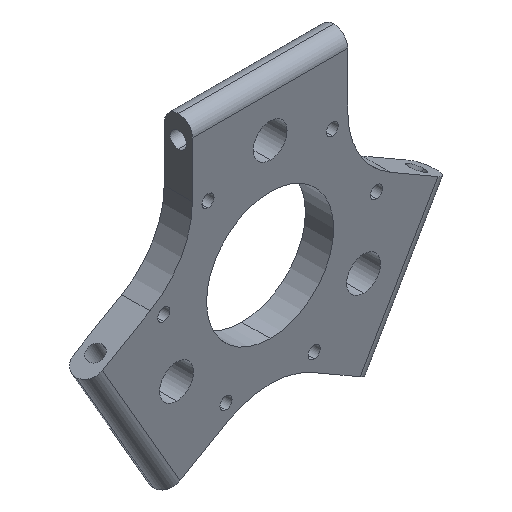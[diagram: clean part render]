
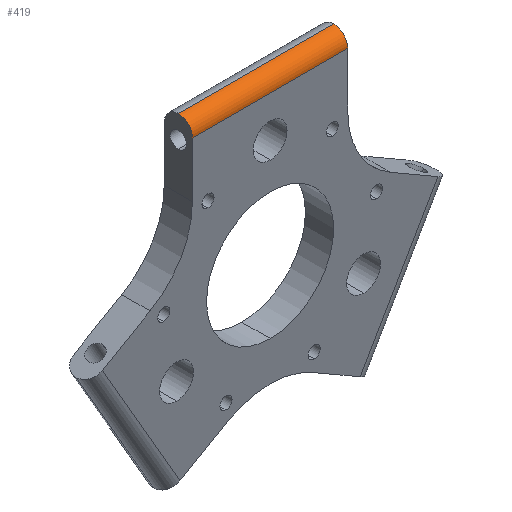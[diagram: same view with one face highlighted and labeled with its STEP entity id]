
A CAD part, isometric view. The second image highlights one B-rep face of the part: STEP entity #419.
In plain terms, the highlighted cylindrical face has radius 5 mm (diameter 10 mm), a partial arc.
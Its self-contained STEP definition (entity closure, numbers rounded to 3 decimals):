
#20 = FACE_OUTER_BOUND ( 'NONE', #573, .T. ) ;
#25 = DIRECTION ( 'NONE',  ( 0., 0., -1. ) ) ;
#59 = LINE ( 'NONE', #299, #645 ) ;
#67 = EDGE_CURVE ( 'NONE', #579, #1570, #1012, .T. ) ;
#171 = CIRCLE ( 'NONE', #1193, 5. ) ;
#274 = AXIS2_PLACEMENT_3D ( 'NONE', #1515, #690, #558 ) ;
#293 = CARTESIAN_POINT ( 'NONE',  ( -27.5, 0., 57.735 ) ) ;
#299 = CARTESIAN_POINT ( 'NONE',  ( -57.5, -5., 52.735 ) ) ;
#419 = ADVANCED_FACE ( 'NONE', ( #20 ), #937, .T. ) ;
#424 = DIRECTION ( 'NONE',  ( -1., 0., 0. ) ) ;
#430 = DIRECTION ( 'NONE',  ( 0., 0., 1. ) ) ;
#558 = DIRECTION ( 'NONE',  ( 0., 0., -1. ) ) ;
#569 = ORIENTED_EDGE ( 'NONE', *, *, #923, .F. ) ;
#573 = EDGE_LOOP ( 'NONE', ( #1548, #569, #1696, #1077 ) ) ;
#579 = VERTEX_POINT ( 'NONE', #1675 ) ;
#591 = CARTESIAN_POINT ( 'NONE',  ( 27.5, 0., 52.735 ) ) ;
#608 = CARTESIAN_POINT ( 'NONE',  ( -27.5, 0., 57.735 ) ) ;
#613 = AXIS2_PLACEMENT_3D ( 'NONE', #591, #1492, #430 ) ;
#620 = CARTESIAN_POINT ( 'NONE',  ( 27.5, -5., 52.735 ) ) ;
#625 = VERTEX_POINT ( 'NONE', #620 ) ;
#645 = VECTOR ( 'NONE', #825, 1000. ) ;
#690 = DIRECTION ( 'NONE',  ( 1., 0., 0. ) ) ;
#825 = DIRECTION ( 'NONE',  ( -1., 0., 0. ) ) ;
#923 = EDGE_CURVE ( 'NONE', #625, #1388, #59, .T. ) ;
#937 = CYLINDRICAL_SURFACE ( 'NONE', #274, 5. ) ;
#949 = CARTESIAN_POINT ( 'NONE',  ( -27.5, 0., 52.735 ) ) ;
#1012 = LINE ( 'NONE', #608, #1669 ) ;
#1077 = ORIENTED_EDGE ( 'NONE', *, *, #67, .T. ) ;
#1155 = DIRECTION ( 'NONE',  ( -1., 0., 0. ) ) ;
#1193 = AXIS2_PLACEMENT_3D ( 'NONE', #949, #424, #25 ) ;
#1253 = EDGE_CURVE ( 'NONE', #1388, #1570, #171, .T. ) ;
#1388 = VERTEX_POINT ( 'NONE', #1563 ) ;
#1402 = CIRCLE ( 'NONE', #613, 5. ) ;
#1492 = DIRECTION ( 'NONE',  ( 1., 0., 0. ) ) ;
#1515 = CARTESIAN_POINT ( 'NONE',  ( -27.5, 0., 52.735 ) ) ;
#1538 = EDGE_CURVE ( 'NONE', #579, #625, #1402, .T. ) ;
#1548 = ORIENTED_EDGE ( 'NONE', *, *, #1253, .F. ) ;
#1563 = CARTESIAN_POINT ( 'NONE',  ( -27.5, -5., 52.735 ) ) ;
#1570 = VERTEX_POINT ( 'NONE', #293 ) ;
#1669 = VECTOR ( 'NONE', #1155, 1000. ) ;
#1675 = CARTESIAN_POINT ( 'NONE',  ( 27.5, 0., 57.735 ) ) ;
#1696 = ORIENTED_EDGE ( 'NONE', *, *, #1538, .F. ) ;
